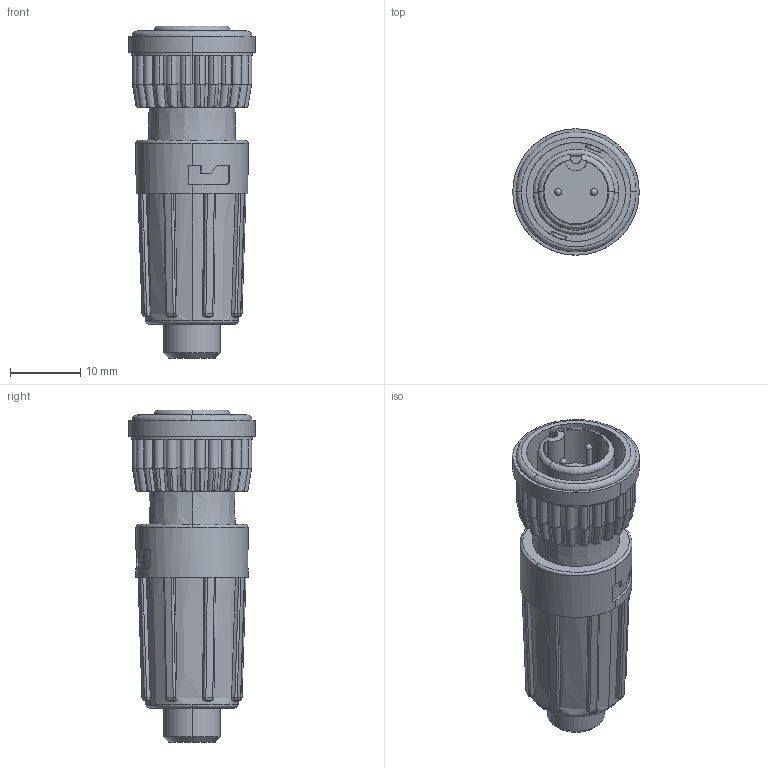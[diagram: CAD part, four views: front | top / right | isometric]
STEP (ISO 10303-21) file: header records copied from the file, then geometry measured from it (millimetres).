
FILE_DESCRIPTION (( 'STEP AP203' ), '1' );
FILE_NAME ('6282-2PG-5XX.STEP', '2017-03-10T20:35:30', ( '' ), ( '' ), 'SwSTEP 2.0', 'SolidWorks 2014', '' );
FILE_SCHEMA (( 'CONFIG_CONTROL_DESIGN' ));
Length unit declared in the file: inch
Products named in the file (2): 6282-2PG-5XX
Bounding box: 18.03 x 18.03 x 47.4 mm (x, y, z)
Volume: 6810.4 mm3; surface area: 3851.9 mm2
Topology: 1 solids, 1 shells, 398 faces, 1117 edges, 712 vertices
Faces by surface type: cylinder 199, bspline 101, plane 92, cone 6
Entity records: 21765 total; most frequent: CARTESIAN_POINT 13226, ORIENTED_EDGE 2194, DIRECTION 1098, EDGE_CURVE 1097, VERTEX_POINT 712, B_SPLINE_CURVE_WITH_KNOTS 633, EDGE_LOOP 409, FACE_OUTER_BOUND 398
